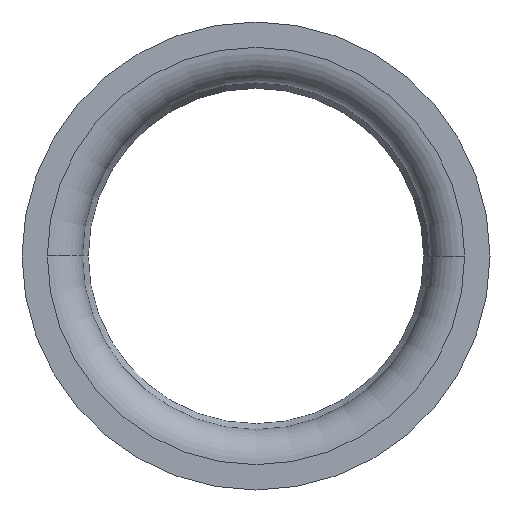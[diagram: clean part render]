
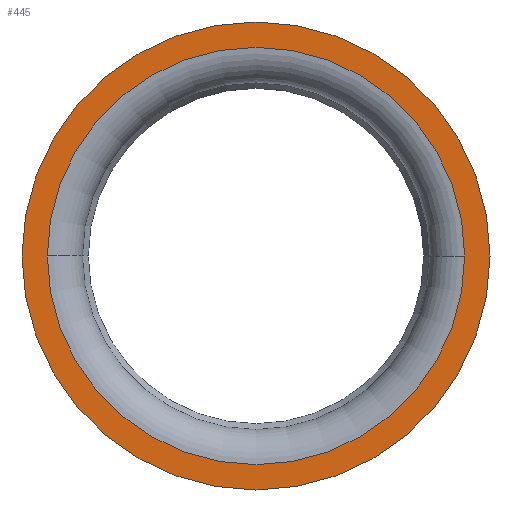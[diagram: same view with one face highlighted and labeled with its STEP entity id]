
A CAD part, front view. The second image highlights one B-rep face of the part: STEP entity #445.
In plain terms, the highlighted planar face has unit normal (0, -1, 0).
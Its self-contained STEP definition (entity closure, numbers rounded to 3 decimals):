
#332=AXIS2_PLACEMENT_3D('Circle Axis2P3D',#330,#331,$) ;
#351=AXIS2_PLACEMENT_3D('Circle Axis2P3D',#349,#350,$) ;
#368=AXIS2_PLACEMENT_3D('Circle Axis2P3D',#366,#367,$) ;
#403=AXIS2_PLACEMENT_3D('Circle Axis2P3D',#401,#402,$) ;
#435=AXIS2_PLACEMENT_3D('Plane Axis2P3D',#432,#433,#434) ;
#327=CARTESIAN_POINT('Vertex',(53.5,0.,0.)) ;
#330=CARTESIAN_POINT('Axis2P3D Location',(0.,0.,0.)) ;
#334=CARTESIAN_POINT('Vertex',(-53.5,0.,0.)) ;
#349=CARTESIAN_POINT('Axis2P3D Location',(0.,0.,0.)) ;
#366=CARTESIAN_POINT('Axis2P3D Location',(0.,0.,0.)) ;
#370=CARTESIAN_POINT('Vertex',(60.,0.,0.)) ;
#372=CARTESIAN_POINT('Vertex',(-60.,0.,0.)) ;
#401=CARTESIAN_POINT('Axis2P3D Location',(0.,0.,0.)) ;
#432=CARTESIAN_POINT('Axis2P3D Location',(60.,0.,0.)) ;
#331=DIRECTION('Axis2P3D Direction',(0.,-1.,0.)) ;
#350=DIRECTION('Axis2P3D Direction',(0.,-1.,0.)) ;
#367=DIRECTION('Axis2P3D Direction',(0.,-1.,0.)) ;
#402=DIRECTION('Axis2P3D Direction',(0.,-1.,0.)) ;
#433=DIRECTION('Axis2P3D Direction',(0.,-1.,0.)) ;
#434=DIRECTION('Axis2P3D XDirection',(1.,0.,0.)) ;
#438=ORIENTED_EDGE('',*,*,#405,.T.) ;
#439=ORIENTED_EDGE('',*,*,#374,.T.) ;
#442=ORIENTED_EDGE('',*,*,#336,.F.) ;
#443=ORIENTED_EDGE('',*,*,#353,.F.) ;
#444=FACE_BOUND('',#441,.T.) ;
#445=ADVANCED_FACE('Corps principal',(#440,#444),#436,.T.) ;
#333=CIRCLE('generated circle',#332,53.5) ;
#352=CIRCLE('generated circle',#351,53.5) ;
#369=CIRCLE('generated circle',#368,60.) ;
#404=CIRCLE('generated circle',#403,60.) ;
#336=EDGE_CURVE('',#328,#335,#333,.T.) ;
#353=EDGE_CURVE('',#335,#328,#352,.T.) ;
#374=EDGE_CURVE('',#371,#373,#369,.T.) ;
#405=EDGE_CURVE('',#373,#371,#404,.T.) ;
#437=EDGE_LOOP('',(#438,#439)) ;
#441=EDGE_LOOP('',(#442,#443)) ;
#440=FACE_OUTER_BOUND('',#437,.T.) ;
#436=PLANE('',#435) ;
#328=VERTEX_POINT('',#327) ;
#335=VERTEX_POINT('',#334) ;
#371=VERTEX_POINT('',#370) ;
#373=VERTEX_POINT('',#372) ;
